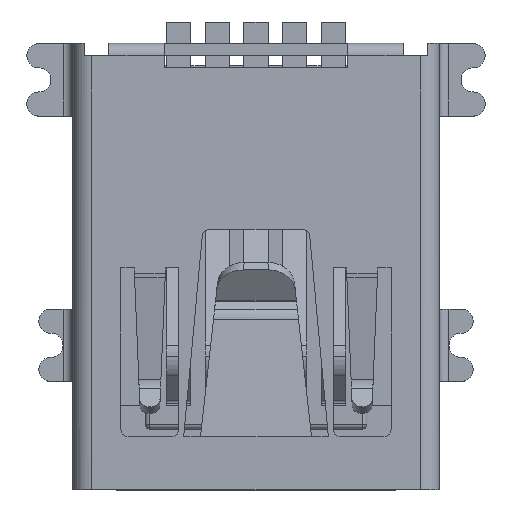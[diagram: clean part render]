
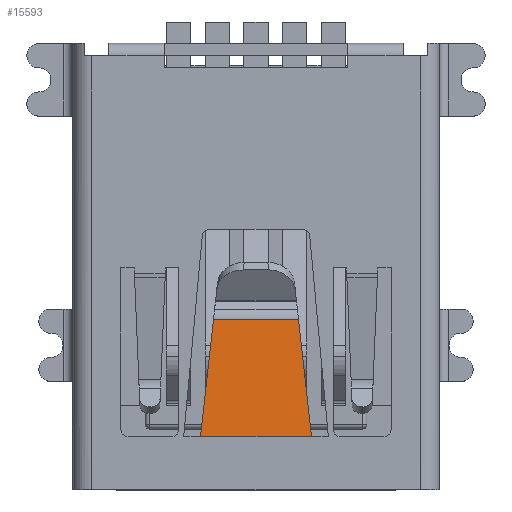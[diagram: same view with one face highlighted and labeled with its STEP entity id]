
A CAD part, top view. The second image highlights one B-rep face of the part: STEP entity #15593.
In plain terms, the highlighted planar face has unit normal (0, 0.07, 0.998).
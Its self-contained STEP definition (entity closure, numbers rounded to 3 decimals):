
#275 = PLANE ( 'NONE',  #11240 ) ;
#1465 = VECTOR ( 'NONE', #22502, 1000. ) ;
#2283 = VECTOR ( 'NONE', #16270, 1000. ) ;
#3200 = DIRECTION ( 'NONE',  ( -0.11, -0.992, 0.069 ) ) ;
#3921 = ORIENTED_EDGE ( 'NONE', *, *, #29694, .T. ) ;
#6019 = CARTESIAN_POINT ( 'NONE',  ( -0.884, -2.504, 3.782 ) ) ;
#7760 = VERTEX_POINT ( 'NONE', #36997 ) ;
#10213 = LINE ( 'NONE', #30476, #31503 ) ;
#11240 = AXIS2_PLACEMENT_3D ( 'NONE', #34140, #28365, #19890 ) ;
#11803 = VERTEX_POINT ( 'NONE', #31591 ) ;
#11939 = ORIENTED_EDGE ( 'NONE', *, *, #19740, .T. ) ;
#13167 = CARTESIAN_POINT ( 'NONE',  ( -1.15, -4.9, 3.95 ) ) ;
#14009 = VERTEX_POINT ( 'NONE', #22300 ) ;
#15593 = ADVANCED_FACE ( 'NONE', ( #33702 ), #275, .F. ) ;
#16270 = DIRECTION ( 'NONE',  ( 1., 0., 0. ) ) ;
#16373 = LINE ( 'NONE', #13167, #1465 ) ;
#18791 = EDGE_LOOP ( 'NONE', ( #11939, #3921, #36527, #32512 ) ) ;
#19740 = EDGE_CURVE ( 'NONE', #7760, #27398, #16373, .T. ) ;
#19890 = DIRECTION ( 'NONE',  ( 0., 0.998, -0.07 ) ) ;
#20490 = CARTESIAN_POINT ( 'NONE',  ( 1.15, -4.9, 3.95 ) ) ;
#21356 = EDGE_CURVE ( 'NONE', #11803, #14009, #22203, .T. ) ;
#22014 = CARTESIAN_POINT ( 'NONE',  ( -1.15, -2.475, 3.78 ) ) ;
#22203 = LINE ( 'NONE', #22014, #2283 ) ;
#22300 = CARTESIAN_POINT ( 'NONE',  ( 0.881, -2.475, 3.78 ) ) ;
#22502 = DIRECTION ( 'NONE',  ( 1., 0., 0. ) ) ;
#24470 = LINE ( 'NONE', #6019, #37868 ) ;
#25644 = DIRECTION ( 'NONE',  ( -0.11, 0.992, -0.069 ) ) ;
#25718 = EDGE_CURVE ( 'NONE', #11803, #7760, #24470, .T. ) ;
#27398 = VERTEX_POINT ( 'NONE', #20490 ) ;
#28365 = DIRECTION ( 'NONE',  ( 0., -0.07, -0.998 ) ) ;
#29694 = EDGE_CURVE ( 'NONE', #27398, #14009, #10213, .T. ) ;
#30476 = CARTESIAN_POINT ( 'NONE',  ( 0.857, -2.253, 3.765 ) ) ;
#31503 = VECTOR ( 'NONE', #25644, 1000. ) ;
#31591 = CARTESIAN_POINT ( 'NONE',  ( -0.881, -2.475, 3.78 ) ) ;
#32512 = ORIENTED_EDGE ( 'NONE', *, *, #25718, .T. ) ;
#33702 = FACE_OUTER_BOUND ( 'NONE', #18791, .T. ) ;
#34140 = CARTESIAN_POINT ( 'NONE',  ( -1.15, -2.475, 3.78 ) ) ;
#36527 = ORIENTED_EDGE ( 'NONE', *, *, #21356, .F. ) ;
#36997 = CARTESIAN_POINT ( 'NONE',  ( -1.15, -4.9, 3.95 ) ) ;
#37868 = VECTOR ( 'NONE', #3200, 1000. ) ;
